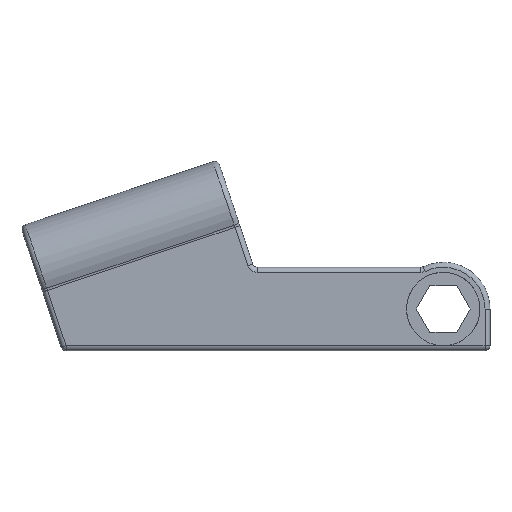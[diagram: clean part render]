
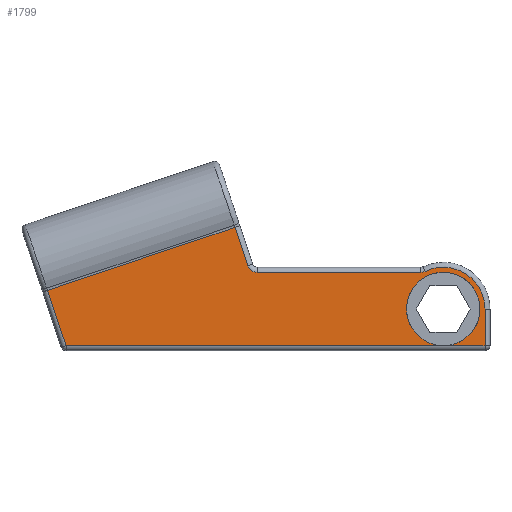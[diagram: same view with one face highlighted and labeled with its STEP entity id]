
A CAD part, left-side view. The second image highlights one B-rep face of the part: STEP entity #1799.
In plain terms, the highlighted planar face has unit normal (-1, 0, 0).
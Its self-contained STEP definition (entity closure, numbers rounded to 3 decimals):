
#250=CARTESIAN_POINT('',(-12.5,-6.768,-1.5));
#251=VERTEX_POINT('',#250);
#340=CARTESIAN_POINT('',(-12.5,-6.768,-61.0));
#341=VERTEX_POINT('',#340);
#419=CARTESIAN_POINT('',(-12.5,-21.765,0.544));
#420=VERTEX_POINT('',#419);
#437=CARTESIAN_POINT('',(-12.5,-18.922,-1.5));
#438=VERTEX_POINT('',#437);
#446=CARTESIAN_POINT('',(-12.5,-18.922,1.5));
#447=DIRECTION('',(-1.0,0.0,0.0));
#448=DIRECTION('',(0.0,-0.584,-0.812));
#449=AXIS2_PLACEMENT_3D('',#446,#447,#448);
#450=CIRCLE('',#449,3.);
#451=EDGE_CURVE('',#438,#420,#450,.T.);
#484=CARTESIAN_POINT('',(-12.5,-6.768,-1.5));
#485=DIRECTION('',(0.0,-1.0,0.0));
#486=VECTOR('',#485,12.154);
#487=LINE('',#484,#486);
#488=EDGE_CURVE('',#251,#438,#487,.T.);
#598=CARTESIAN_POINT('',(-12.5,-24.282,-61.0));
#599=VERTEX_POINT('',#598);
#664=CARTESIAN_POINT('',(-12.5,-37.417,47.091));
#665=VERTEX_POINT('',#664);
#673=CARTESIAN_POINT('',(-12.5,-37.549,48.424));
#674=VERTEX_POINT('',#673);
#675=CARTESIAN_POINT('',(-12.5,-34.573,48.047));
#676=DIRECTION('',(-1.0,0.0,0.0));
#677=DIRECTION('',(0.0,-0.995,-0.099));
#678=AXIS2_PLACEMENT_3D('',#675,#676,#677);
#679=CIRCLE('',#678,3.);
#680=EDGE_CURVE('',#665,#674,#679,.T.);
#698=CARTESIAN_POINT('',(-12.5,-21.765,0.544));
#699=DIRECTION('',(0.0,-0.319,0.948));
#700=VECTOR('',#699,49.108);
#701=LINE('',#698,#700);
#702=EDGE_CURVE('',#420,#665,#701,.T.);
#730=CARTESIAN_POINT('',(-12.5,-64.426,58.39));
#731=VERTEX_POINT('',#730);
#756=CARTESIAN_POINT('',(-12.5,-54.,61.896));
#757=VERTEX_POINT('',#756);
#765=CARTESIAN_POINT('',(-12.5,-54.,61.896));
#766=DIRECTION('',(0.0,-0.948,-0.319));
#767=VECTOR('',#766,11.);
#768=LINE('',#765,#767);
#769=EDGE_CURVE('',#757,#731,#768,.T.);
#787=CARTESIAN_POINT('',(-12.5,-50.,50.0));
#788=DIRECTION('',(1.0,0.0,0.0));
#789=DIRECTION('',(0.0,0.643,0.766));
#790=AXIS2_PLACEMENT_3D('',#787,#788,#789);
#791=CIRCLE('',#790,12.55);
#792=EDGE_CURVE('',#674,#757,#791,.T.);
#810=CARTESIAN_POINT('',(-12.5,-60.761,47.489));
#811=VERTEX_POINT('',#810);
#812=CARTESIAN_POINT('',(-12.5,-60.092,45.499));
#813=VERTEX_POINT('',#812);
#824=CARTESIAN_POINT('',(-12.5,-60.092,45.499));
#825=DIRECTION('',(0.0,0.319,-0.948));
#826=VECTOR('',#825,112.358);
#827=LINE('',#824,#826);
#828=EDGE_CURVE('',#813,#599,#827,.T.);
#838=CARTESIAN_POINT('',(-12.5,-64.426,58.39));
#839=DIRECTION('',(0.0,0.319,-0.948));
#840=VECTOR('',#839,11.5);
#841=LINE('',#838,#840);
#842=EDGE_CURVE('',#731,#811,#841,.T.);
#897=CARTESIAN_POINT('',(-12.5,-24.282,-61.0));
#898=DIRECTION('',(0.0,1.0,0.0));
#899=VECTOR('',#898,17.514);
#900=LINE('',#897,#899);
#901=EDGE_CURVE('',#599,#341,#900,.T.);
#983=CARTESIAN_POINT('',(-12.5,-6.768,-61.0));
#984=DIRECTION('',(0.0,0.0,1.0));
#985=VECTOR('',#984,59.5);
#986=LINE('',#983,#985);
#987=EDGE_CURVE('',#341,#251,#986,.T.);
#1136=CARTESIAN_POINT('',(-12.5,-50.,50.0));
#1137=DIRECTION('',(1.0,0.0,0.0));
#1138=DIRECTION('',(0.0,0.0,-1.0));
#1139=AXIS2_PLACEMENT_3D('',#1136,#1137,#1138);
#1140=CIRCLE('',#1139,11.05);
#1141=EDGE_CURVE('',#813,#811,#1140,.T.);
#1781=CARTESIAN_POINT('',(-12.5,-28.233,-4.047));
#1782=DIRECTION('',(1.0,0.0,0.0));
#1783=DIRECTION('',(0.0,0.0,-1.0));
#1784=AXIS2_PLACEMENT_3D('',#1781,#1782,#1783);
#1785=PLANE('',#1784);
#1786=ORIENTED_EDGE('',*,*,#828,.F.);
#1787=ORIENTED_EDGE('',*,*,#1141,.T.);
#1788=ORIENTED_EDGE('',*,*,#842,.F.);
#1789=ORIENTED_EDGE('',*,*,#769,.F.);
#1790=ORIENTED_EDGE('',*,*,#792,.F.);
#1791=ORIENTED_EDGE('',*,*,#680,.F.);
#1792=ORIENTED_EDGE('',*,*,#702,.F.);
#1793=ORIENTED_EDGE('',*,*,#451,.F.);
#1794=ORIENTED_EDGE('',*,*,#488,.F.);
#1795=ORIENTED_EDGE('',*,*,#987,.F.);
#1796=ORIENTED_EDGE('',*,*,#901,.F.);
#1797=EDGE_LOOP('',(#1786,#1787,#1788,#1789,#1790,#1791,#1792,#1793,#1794,#1795,#1796));
#1798=FACE_OUTER_BOUND('',#1797,.T.);
#1799=ADVANCED_FACE('',(#1798),#1785,.F.);
